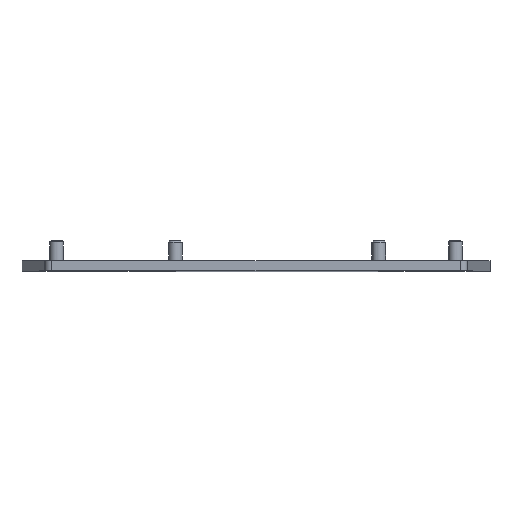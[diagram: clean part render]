
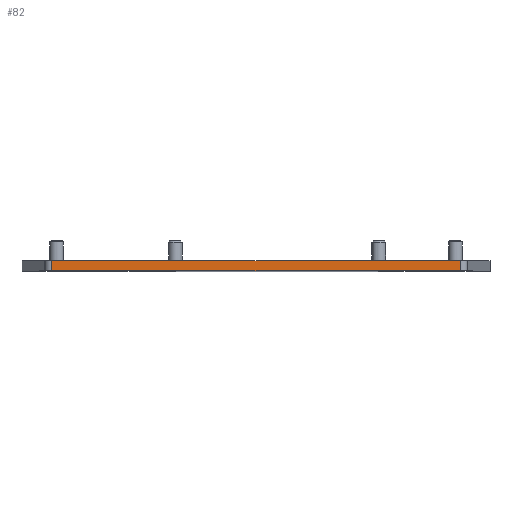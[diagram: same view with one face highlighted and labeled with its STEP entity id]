
A CAD part, top view. The second image highlights one B-rep face of the part: STEP entity #82.
In plain terms, the highlighted planar face has unit normal (0, 0, 1).
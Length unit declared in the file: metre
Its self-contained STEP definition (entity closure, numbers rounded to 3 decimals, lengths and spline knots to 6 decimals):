
#82 = ADVANCED_FACE( 'NONE', ( #187 ), #188, .T. );
#187 = FACE_OUTER_BOUND( '', #320, .T. );
#188 = PLANE( '', #321 );
#320 = EDGE_LOOP( '', ( #491, #492, #493, #494 ) );
#321 = AXIS2_PLACEMENT_3D( '', #495, #496, #497 );
#491 = ORIENTED_EDGE( '', *, *, #778, .F. );
#492 = ORIENTED_EDGE( '', *, *, #779, .F. );
#493 = ORIENTED_EDGE( '', *, *, #780, .T. );
#494 = ORIENTED_EDGE( '', *, *, #781, .T. );
#495 = CARTESIAN_POINT( '', ( 0., 0.0015, 0.001 ) );
#496 = DIRECTION( '', ( 0., 0., 1. ) );
#497 = DIRECTION( '', ( 1., 0., 0. ) );
#778 = EDGE_CURVE( 'NONE', #930, #931, #932, .T. );
#779 = EDGE_CURVE( 'NONE', #933, #930, #934, .T. );
#780 = EDGE_CURVE( 'NONE', #933, #935, #936, .T. );
#781 = EDGE_CURVE( 'NONE', #935, #931, #937, .T. );
#930 = VERTEX_POINT( 'NONE', #1133 );
#931 = VERTEX_POINT( 'NONE', #1134 );
#932 = LINE( '', #1135, #1136 );
#933 = VERTEX_POINT( 'NONE', #1137 );
#934 = LINE( '', #1138, #1139 );
#935 = VERTEX_POINT( 'NONE', #1140 );
#936 = LINE( '', #1141, #1142 );
#937 = LINE( '', #1143, #1144 );
#1133 = CARTESIAN_POINT( '', ( 0.06026, 0., 0.001 ) );
#1134 = CARTESIAN_POINT( '', ( 0., 0., 0.001 ) );
#1135 = CARTESIAN_POINT( '', ( 0., 0., 0.001 ) );
#1136 = VECTOR( '', #1329, 1. );
#1137 = CARTESIAN_POINT( '', ( 0.06026, 0.0015, 0.001 ) );
#1138 = CARTESIAN_POINT( '', ( 0.06026, 0.0015, 0.001 ) );
#1139 = VECTOR( '', #1330, 1. );
#1140 = CARTESIAN_POINT( '', ( 0., 0.0015, 0.001 ) );
#1141 = CARTESIAN_POINT( '', ( 0., 0.0015, 0.001 ) );
#1142 = VECTOR( '', #1331, 1. );
#1143 = CARTESIAN_POINT( '', ( 0., 0.0015, 0.001 ) );
#1144 = VECTOR( '', #1332, 1. );
#1329 = DIRECTION( '', ( -1., 0., 0. ) );
#1330 = DIRECTION( '', ( 0., -1., 0. ) );
#1331 = DIRECTION( '', ( -1., 0., 0. ) );
#1332 = DIRECTION( '', ( 0., -1., 0. ) );
